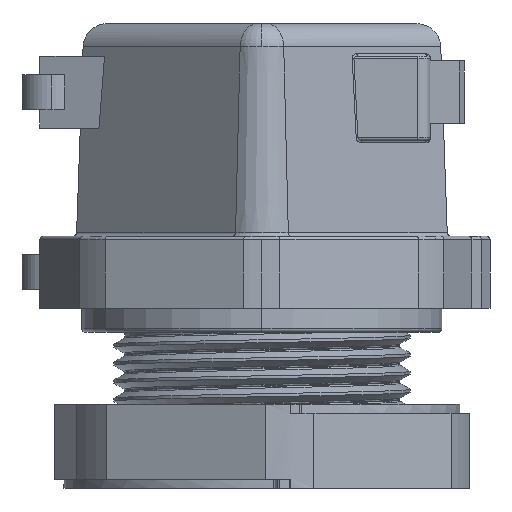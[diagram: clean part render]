
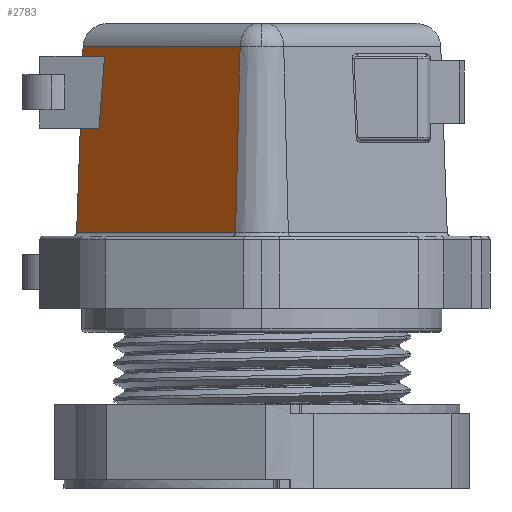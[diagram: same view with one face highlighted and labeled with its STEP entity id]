
A CAD part, left-side view. The second image highlights one B-rep face of the part: STEP entity #2783.
In plain terms, the highlighted planar face has unit normal (-0.707, 0.707, 0.035).
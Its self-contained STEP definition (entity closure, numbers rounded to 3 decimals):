
#42 = DIRECTION ( 'NONE',  ( -0.707, 0.707, 0.035 ) ) ;
#435 = CARTESIAN_POINT ( 'NONE',  ( -1.678, 14.896, 21. ) ) ;
#492 = DIRECTION ( 'NONE',  ( -0.014, 0.035, -0.999 ) ) ;
#959 = VERTEX_POINT ( 'NONE', #15014 ) ;
#1873 = EDGE_CURVE ( 'NONE', #23401, #22937, #13453, .T. ) ;
#2783 = ADVANCED_FACE ( 'NONE', ( #7626 ), #22629, .T. ) ;
#4045 = CARTESIAN_POINT ( 'NONE',  ( -3.291, 13.579, 15. ) ) ;
#4242 = LINE ( 'NONE', #4364, #23120 ) ;
#4248 = LINE ( 'NONE', #10100, #18733 ) ;
#4364 = CARTESIAN_POINT ( 'NONE',  ( -1.611, 14.829, 23.7 ) ) ;
#4771 = VERTEX_POINT ( 'NONE', #15591 ) ;
#5668 = LINE ( 'NONE', #6875, #15149 ) ;
#6072 = CARTESIAN_POINT ( 'NONE',  ( -1.611, 14.829, 23.7 ) ) ;
#6181 = CARTESIAN_POINT ( 'NONE',  ( -1.826, 15.044, 15. ) ) ;
#6875 = CARTESIAN_POINT ( 'NONE',  ( -2.041, 15.259, 6.29 ) ) ;
#6887 = CARTESIAN_POINT ( 'NONE',  ( -3.461, 13.113, 21. ) ) ;
#7503 = CARTESIAN_POINT ( 'NONE',  ( -1.611, 14.829, 23.7 ) ) ;
#7626 = FACE_OUTER_BOUND ( 'NONE', #11962, .T. ) ;
#7649 = ORIENTED_EDGE ( 'NONE', *, *, #8749, .T. ) ;
#7961 = ORIENTED_EDGE ( 'NONE', *, *, #9609, .T. ) ;
#8074 = DIRECTION ( 'NONE',  ( -0.707, -0.707, 0. ) ) ;
#8148 = VECTOR ( 'NONE', #18566, 1000. ) ;
#8384 = VECTOR ( 'NONE', #8074, 1000. ) ;
#8624 = CARTESIAN_POINT ( 'NONE',  ( -15.102, 2.198, 6.29 ) ) ;
#8749 = EDGE_CURVE ( 'NONE', #22937, #959, #4242, .T. ) ;
#9609 = EDGE_CURVE ( 'NONE', #20995, #23401, #4248, .T. ) ;
#9812 = DIRECTION ( 'NONE',  ( -0.707, -0.707, 0. ) ) ;
#10100 = CARTESIAN_POINT ( 'NONE',  ( -14.672, 1.768, 23.7 ) ) ;
#10173 = ORIENTED_EDGE ( 'NONE', *, *, #16707, .T. ) ;
#10606 = CARTESIAN_POINT ( 'NONE',  ( -1.639, 14.896, 21.77 ) ) ;
#10911 = DIRECTION ( 'NONE',  ( -0.028, -0.077, 0.997 ) ) ;
#11962 = EDGE_LOOP ( 'NONE', ( #22392, #14775, #7961, #21668, #7649, #10173, #20631, #22680 ) ) ;
#12268 = VECTOR ( 'NONE', #492, 1000. ) ;
#12318 = AXIS2_PLACEMENT_3D ( 'NONE', #7503, #42, #13231 ) ;
#13231 = DIRECTION ( 'NONE',  ( -0.707, -0.707, 0. ) ) ;
#13453 = LINE ( 'NONE', #16653, #8148 ) ;
#13461 = LINE ( 'NONE', #6072, #12268 ) ;
#14066 = EDGE_CURVE ( 'NONE', #14407, #15816, #23934, .T. ) ;
#14407 = VERTEX_POINT ( 'NONE', #4045 ) ;
#14504 = DIRECTION ( 'NONE',  ( -0.707, -0.707, 0. ) ) ;
#14775 = ORIENTED_EDGE ( 'NONE', *, *, #21140, .T. ) ;
#15014 = CARTESIAN_POINT ( 'NONE',  ( -1.65, 14.923, 21. ) ) ;
#15149 = VECTOR ( 'NONE', #14504, 1000. ) ;
#15591 = CARTESIAN_POINT ( 'NONE',  ( -1.737, 15.133, 15. ) ) ;
#15704 = VECTOR ( 'NONE', #10911, 1000. ) ;
#15816 = VERTEX_POINT ( 'NONE', #6887 ) ;
#16155 = CARTESIAN_POINT ( 'NONE',  ( -14.72, 1.815, 21.77 ) ) ;
#16653 = CARTESIAN_POINT ( 'NONE',  ( -1.659, 14.877, 21.77 ) ) ;
#16707 = EDGE_CURVE ( 'NONE', #959, #15816, #19656, .T. ) ;
#16721 = EDGE_CURVE ( 'NONE', #4771, #14407, #23454, .T. ) ;
#17578 = DIRECTION ( 'NONE',  ( -0.014, 0.035, -0.999 ) ) ;
#18466 = VECTOR ( 'NONE', #9812, 1000. ) ;
#18566 = DIRECTION ( 'NONE',  ( 0.707, 0.707, 0. ) ) ;
#18733 = VECTOR ( 'NONE', #21407, 1000. ) ;
#19252 = EDGE_CURVE ( 'NONE', #4771, #22398, #13461, .T. ) ;
#19656 = LINE ( 'NONE', #435, #18466 ) ;
#20631 = ORIENTED_EDGE ( 'NONE', *, *, #14066, .F. ) ;
#20995 = VERTEX_POINT ( 'NONE', #8624 ) ;
#21140 = EDGE_CURVE ( 'NONE', #22398, #20995, #5668, .T. ) ;
#21407 = DIRECTION ( 'NONE',  ( 0.025, -0.025, 0.999 ) ) ;
#21668 = ORIENTED_EDGE ( 'NONE', *, *, #1873, .T. ) ;
#22163 = CARTESIAN_POINT ( 'NONE',  ( -1.863, 15.437, 6.29 ) ) ;
#22204 = CARTESIAN_POINT ( 'NONE',  ( -3.531, 12.919, 23.497 ) ) ;
#22392 = ORIENTED_EDGE ( 'NONE', *, *, #19252, .T. ) ;
#22398 = VERTEX_POINT ( 'NONE', #22163 ) ;
#22629 = PLANE ( 'NONE',  #12318 ) ;
#22680 = ORIENTED_EDGE ( 'NONE', *, *, #16721, .F. ) ;
#22937 = VERTEX_POINT ( 'NONE', #10606 ) ;
#23120 = VECTOR ( 'NONE', #17578, 1000. ) ;
#23401 = VERTEX_POINT ( 'NONE', #16155 ) ;
#23454 = LINE ( 'NONE', #6181, #8384 ) ;
#23934 = LINE ( 'NONE', #22204, #15704 ) ;
